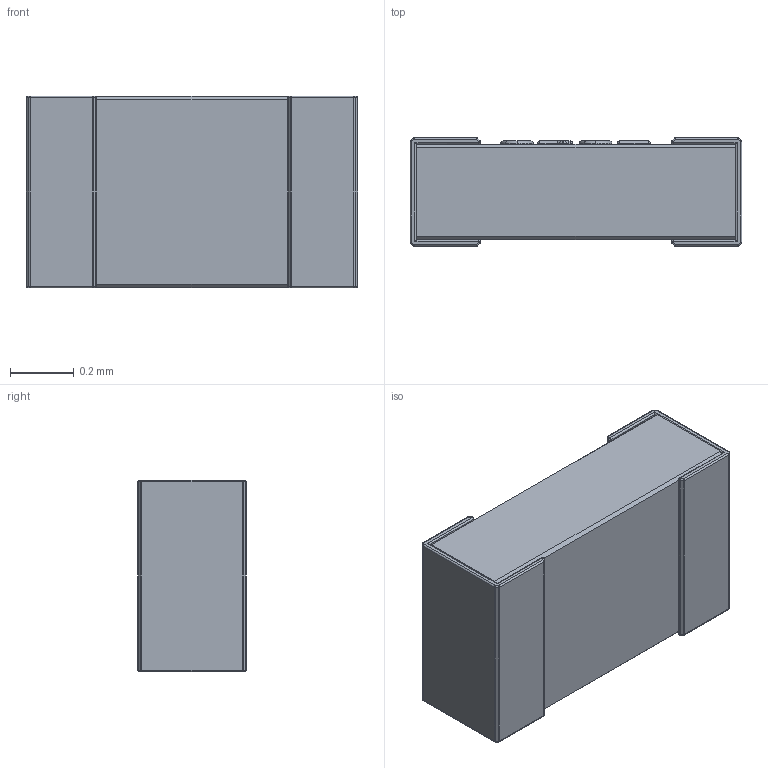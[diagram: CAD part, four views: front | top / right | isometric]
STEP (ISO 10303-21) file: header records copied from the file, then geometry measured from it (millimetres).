
FILE_DESCRIPTION (( 'STEP AP214' ), '1' );
FILE_NAME ('User Library-0402R.STEP', '2016-09-22T14:47:36', ( 'Windows User' ), ( '' ), 'SwSTEP 2.0', 'SolidWorks 2016', '' );
FILE_SCHEMA (( 'AUTOMOTIVE_DESIGN' ));
Length unit declared in the file: millimetre
Products named in the file (1): User Library-0402R
Bounding box: 1.04 x 0.34 x 0.6 mm (x, y, z)
Volume: 0.2 mm3; surface area: 4 mm2
Topology: 3 solids, 3 shells, 289 faces, 657 edges, 344 vertices
Faces by surface type: cylinder 106, plane 63, bspline 58, sphere 53, torus 9
Entity records: 11646 total; most frequent: CARTESIAN_POINT 4123, ORIENTED_EDGE 1240, DIRECTION 1213, EDGE_CURVE 620, AXIS2_PLACEMENT_3D 464, VERTEX_POINT 344, EDGE_LOOP 296, FACE_OUTER_BOUND 289
